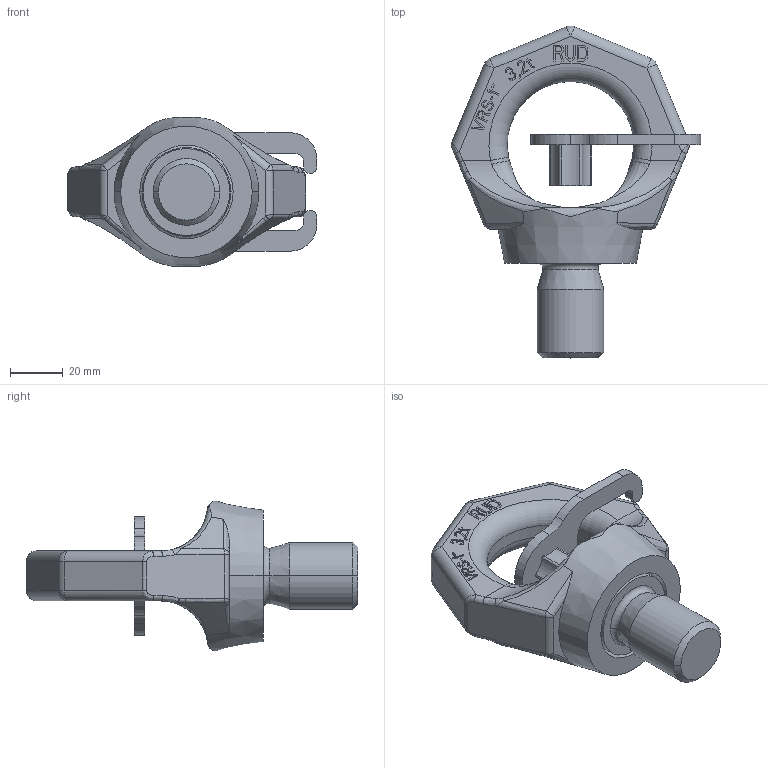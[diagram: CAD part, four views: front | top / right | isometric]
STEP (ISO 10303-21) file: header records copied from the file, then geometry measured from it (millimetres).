
FILE_DESCRIPTION((''),'2;1');
FILE_NAME('001-M31702-P-5_ASM','2004-11-09T',('Rehwagen'),(''),'PRO/ENGINEER BY PARAMETRIC TECHNOLOGY CORPORATION, 2001400','PRO/ENGINEER BY PARAMETRIC TECHNOLOGY CORPORATION, 2001400','');
FILE_SCHEMA(('CONFIG_CONTROL_DESIGN'));
Length unit declared in the file: millimetre
Products named in the file (4): 001-M31702-P-1; 001-M31702-P-2; 001-M31702-P-3; 001-M31702-P-5_ASM
Assembly tree (3 placements, depth 2):
  001-M31702-P-5_ASM
    001-M31702-P-1
    001-M31702-P-2
    001-M31702-P-3
Bounding box: 94.79 x 126.12 x 56.77 mm (x, y, z)
Volume: 126779.3 mm3; surface area: 33387.8 mm2
Topology: 3 solids, 3 shells, 485 faces, 1312 edges, 842 vertices
Faces by surface type: plane 342, cylinder 65, bspline 48, cone 12, sphere 10, torus 8
Entity records: 18422 total; most frequent: CARTESIAN_POINT 6499, ORIENTED_EDGE 2608, DIRECTION 2210, EDGE_CURVE 1304, VECTOR 1016, LINE 1016, VERTEX_POINT 842, AXIS2_PLACEMENT_3D 597
